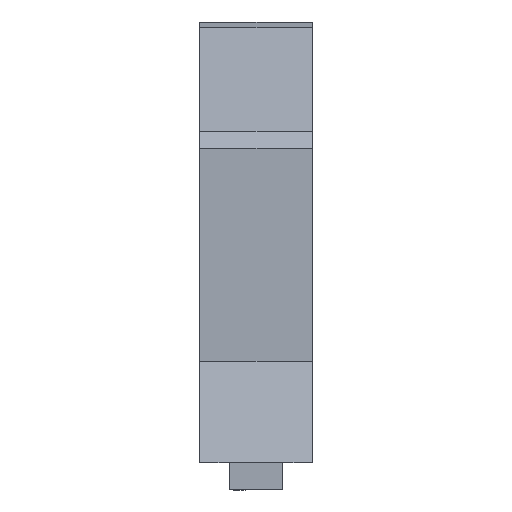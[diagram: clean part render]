
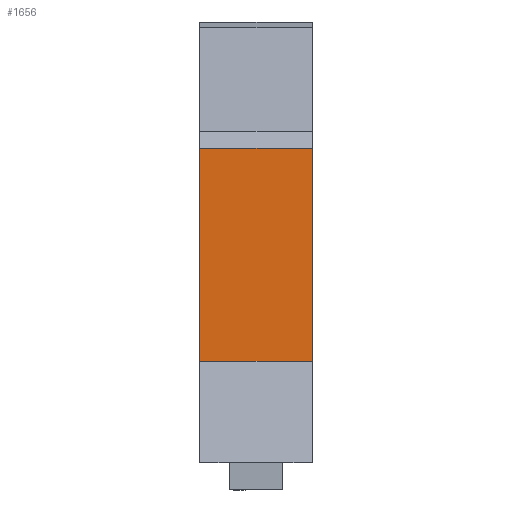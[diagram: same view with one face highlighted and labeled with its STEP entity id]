
A CAD part, left-side view. The second image highlights one B-rep face of the part: STEP entity #1656.
In plain terms, the highlighted planar face has unit normal (-1, 0, 0).
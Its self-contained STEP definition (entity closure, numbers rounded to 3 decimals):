
#32 = PLANE('',#33);
#33 = AXIS2_PLACEMENT_3D('',#34,#35,#36);
#34 = CARTESIAN_POINT('',(190.,54.,24.221));
#35 = DIRECTION('',(0.,1.,0.));
#36 = DIRECTION('',(-1.,0.,0.));
#281 = VERTEX_POINT('',#282);
#282 = CARTESIAN_POINT('',(152.,54.,18.5));
#296 = PLANE('',#297);
#297 = AXIS2_PLACEMENT_3D('',#298,#299,#300);
#298 = CARTESIAN_POINT('',(152.,54.,18.5));
#299 = DIRECTION('',(-0.6,0.,0.8)
  );
#300 = DIRECTION('',(-0.8,0.,-0.6
    ));
#308 = EDGE_CURVE('',#281,#309,#311,.T.);
#309 = VERTEX_POINT('',#310);
#310 = CARTESIAN_POINT('',(152.,54.,37.5));
#311 = SURFACE_CURVE('',#312,(#316,#323),.PCURVE_S1.);
#312 = LINE('',#313,#314);
#313 = CARTESIAN_POINT('',(152.,54.,18.5));
#314 = VECTOR('',#315,1.);
#315 = DIRECTION('',(0.,0.,1.));
#316 = PCURVE('',#32,#317);
#317 = DEFINITIONAL_REPRESENTATION('',(#318),#322);
#318 = LINE('',#319,#320);
#319 = CARTESIAN_POINT('',(38.,-5.721));
#320 = VECTOR('',#321,1.);
#321 = DIRECTION('',(0.,1.));
#322 = ( GEOMETRIC_REPRESENTATION_CONTEXT(2) 
PARAMETRIC_REPRESENTATION_CONTEXT() REPRESENTATION_CONTEXT('2D SPACE',''
  ) );
#323 = PCURVE('',#324,#329);
#324 = PLANE('',#325);
#325 = AXIS2_PLACEMENT_3D('',#326,#327,#328);
#326 = CARTESIAN_POINT('',(152.,54.,18.5));
#327 = DIRECTION('',(1.,0.,0.));
#328 = DIRECTION('',(0.,0.,1.));
#329 = DEFINITIONAL_REPRESENTATION('',(#330),#334);
#330 = LINE('',#331,#332);
#331 = CARTESIAN_POINT('',(0.,0.));
#332 = VECTOR('',#333,1.);
#333 = DIRECTION('',(1.,0.));
#334 = ( GEOMETRIC_REPRESENTATION_CONTEXT(2) 
PARAMETRIC_REPRESENTATION_CONTEXT() REPRESENTATION_CONTEXT('2D SPACE',''
  ) );
#352 = PLANE('',#353);
#353 = AXIS2_PLACEMENT_3D('',#354,#355,#356);
#354 = CARTESIAN_POINT('',(152.428,54.,38.258));
#355 = DIRECTION('',(-0.871,0.,0.492)
  );
#356 = DIRECTION('',(0.,-1.,0.));
#816 = PLANE('',#817);
#817 = AXIS2_PLACEMENT_3D('',#818,#819,#820);
#818 = CARTESIAN_POINT('',(190.,64.,24.221));
#819 = DIRECTION('',(0.,1.,0.));
#820 = DIRECTION('',(-1.,0.,0.));
#1451 = EDGE_CURVE('',#309,#1452,#1454,.T.);
#1452 = VERTEX_POINT('',#1453);
#1453 = CARTESIAN_POINT('',(152.,64.,37.5));
#1454 = SURFACE_CURVE('',#1455,(#1459,#1466),.PCURVE_S1.);
#1455 = LINE('',#1456,#1457);
#1456 = CARTESIAN_POINT('',(152.,54.,37.5));
#1457 = VECTOR('',#1458,1.);
#1458 = DIRECTION('',(0.,1.,0.));
#1459 = PCURVE('',#352,#1460);
#1460 = DEFINITIONAL_REPRESENTATION('',(#1461),#1465);
#1461 = LINE('',#1462,#1463);
#1462 = CARTESIAN_POINT('',(-0.,-0.871));
#1463 = VECTOR('',#1464,1.);
#1464 = DIRECTION('',(-1.,0.));
#1465 = ( GEOMETRIC_REPRESENTATION_CONTEXT(2) 
PARAMETRIC_REPRESENTATION_CONTEXT() REPRESENTATION_CONTEXT('2D SPACE',''
  ) );
#1466 = PCURVE('',#324,#1467);
#1467 = DEFINITIONAL_REPRESENTATION('',(#1468),#1472);
#1468 = LINE('',#1469,#1470);
#1469 = CARTESIAN_POINT('',(19.,0.));
#1470 = VECTOR('',#1471,1.);
#1471 = DIRECTION('',(0.,-1.));
#1472 = ( GEOMETRIC_REPRESENTATION_CONTEXT(2) 
PARAMETRIC_REPRESENTATION_CONTEXT() REPRESENTATION_CONTEXT('2D SPACE',''
  ) );
#1656 = ADVANCED_FACE('',(#1657),#324,.F.);
#1657 = FACE_BOUND('',#1658,.F.);
#1658 = EDGE_LOOP('',(#1659,#1660,#1683,#1704));
#1659 = ORIENTED_EDGE('',*,*,#308,.F.);
#1660 = ORIENTED_EDGE('',*,*,#1661,.T.);
#1661 = EDGE_CURVE('',#281,#1662,#1664,.T.);
#1662 = VERTEX_POINT('',#1663);
#1663 = CARTESIAN_POINT('',(152.,64.,18.5));
#1664 = SURFACE_CURVE('',#1665,(#1669,#1676),.PCURVE_S1.);
#1665 = LINE('',#1666,#1667);
#1666 = CARTESIAN_POINT('',(152.,54.,18.5));
#1667 = VECTOR('',#1668,1.);
#1668 = DIRECTION('',(0.,1.,0.));
#1669 = PCURVE('',#324,#1670);
#1670 = DEFINITIONAL_REPRESENTATION('',(#1671),#1675);
#1671 = LINE('',#1672,#1673);
#1672 = CARTESIAN_POINT('',(0.,0.));
#1673 = VECTOR('',#1674,1.);
#1674 = DIRECTION('',(0.,-1.));
#1675 = ( GEOMETRIC_REPRESENTATION_CONTEXT(2) 
PARAMETRIC_REPRESENTATION_CONTEXT() REPRESENTATION_CONTEXT('2D SPACE',''
  ) );
#1676 = PCURVE('',#296,#1677);
#1677 = DEFINITIONAL_REPRESENTATION('',(#1678),#1682);
#1678 = LINE('',#1679,#1680);
#1679 = CARTESIAN_POINT('',(0.,0.));
#1680 = VECTOR('',#1681,1.);
#1681 = DIRECTION('',(0.,-1.));
#1682 = ( GEOMETRIC_REPRESENTATION_CONTEXT(2) 
PARAMETRIC_REPRESENTATION_CONTEXT() REPRESENTATION_CONTEXT('2D SPACE',''
  ) );
#1683 = ORIENTED_EDGE('',*,*,#1684,.T.);
#1684 = EDGE_CURVE('',#1662,#1452,#1685,.T.);
#1685 = SURFACE_CURVE('',#1686,(#1690,#1697),.PCURVE_S1.);
#1686 = LINE('',#1687,#1688);
#1687 = CARTESIAN_POINT('',(152.,64.,18.5));
#1688 = VECTOR('',#1689,1.);
#1689 = DIRECTION('',(0.,0.,1.));
#1690 = PCURVE('',#324,#1691);
#1691 = DEFINITIONAL_REPRESENTATION('',(#1692),#1696);
#1692 = LINE('',#1693,#1694);
#1693 = CARTESIAN_POINT('',(0.,-10.));
#1694 = VECTOR('',#1695,1.);
#1695 = DIRECTION('',(1.,0.));
#1696 = ( GEOMETRIC_REPRESENTATION_CONTEXT(2) 
PARAMETRIC_REPRESENTATION_CONTEXT() REPRESENTATION_CONTEXT('2D SPACE',''
  ) );
#1697 = PCURVE('',#816,#1698);
#1698 = DEFINITIONAL_REPRESENTATION('',(#1699),#1703);
#1699 = LINE('',#1700,#1701);
#1700 = CARTESIAN_POINT('',(38.,-5.721));
#1701 = VECTOR('',#1702,1.);
#1702 = DIRECTION('',(0.,1.));
#1703 = ( GEOMETRIC_REPRESENTATION_CONTEXT(2) 
PARAMETRIC_REPRESENTATION_CONTEXT() REPRESENTATION_CONTEXT('2D SPACE',''
  ) );
#1704 = ORIENTED_EDGE('',*,*,#1451,.F.);
